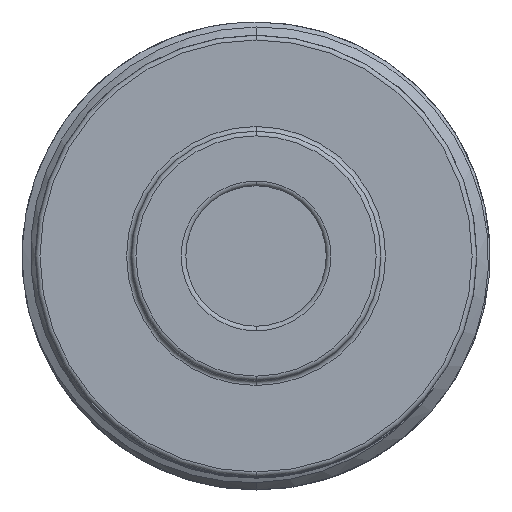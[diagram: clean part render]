
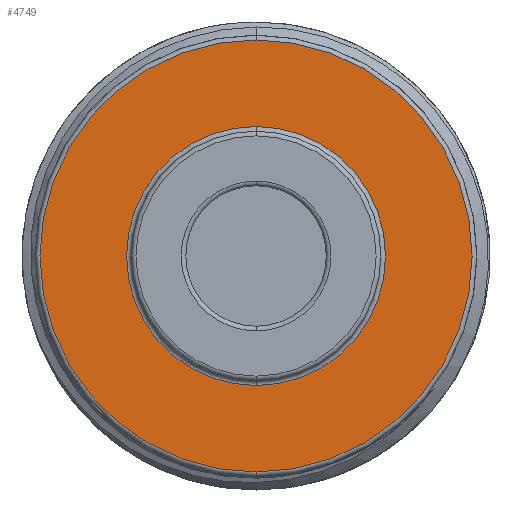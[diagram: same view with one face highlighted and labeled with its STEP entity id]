
A CAD part, front view. The second image highlights one B-rep face of the part: STEP entity #4749.
In plain terms, the highlighted planar face has unit normal (0, -1, 0).
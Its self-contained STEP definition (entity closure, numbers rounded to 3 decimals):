
#39 = CARTESIAN_POINT ( 'NONE',  ( 0., -42.2, -8.3 ) ) ;
#337 = DIRECTION ( 'NONE',  ( 0., 1., 0. ) ) ;
#366 = ORIENTED_EDGE ( 'NONE', *, *, #625, .T. ) ;
#442 = DIRECTION ( 'NONE',  ( 0., 0., -1. ) ) ;
#529 = AXIS2_PLACEMENT_3D ( 'NONE', #8918, #4681, #442 ) ;
#625 = EDGE_CURVE ( 'NONE', #8648, #4208, #1217, .T. ) ;
#668 = DIRECTION ( 'NONE',  ( 0., -1., 0. ) ) ;
#1199 = FACE_BOUND ( 'NONE', #8542, .T. ) ;
#1217 = CIRCLE ( 'NONE', #529, 8.3 ) ;
#1363 = CARTESIAN_POINT ( 'NONE',  ( 0., -42.2, 0. ) ) ;
#2180 = AXIS2_PLACEMENT_3D ( 'NONE', #4564, #337, #5247 ) ;
#2390 = EDGE_CURVE ( 'NONE', #7416, #9062, #8234, .T. ) ;
#2500 = AXIS2_PLACEMENT_3D ( 'NONE', #7314, #3049, #8016 ) ;
#2758 = PLANE ( 'NONE',  #8405 ) ;
#3033 = CARTESIAN_POINT ( 'NONE',  ( 0., -42.2, 0. ) ) ;
#3049 = DIRECTION ( 'NONE',  ( 0., -1., 0. ) ) ;
#3772 = DIRECTION ( 'NONE',  ( 0., 0., -1. ) ) ;
#3991 = AXIS2_PLACEMENT_3D ( 'NONE', #3033, #8007, #3772 ) ;
#4208 = VERTEX_POINT ( 'NONE', #7872 ) ;
#4564 = CARTESIAN_POINT ( 'NONE',  ( 0., -42.2, 0. ) ) ;
#4681 = DIRECTION ( 'NONE',  ( 0., 1., 0. ) ) ;
#4749 = ADVANCED_FACE ( 'NONE', ( #1199, #4762 ), #2758, .T. ) ;
#4762 = FACE_OUTER_BOUND ( 'NONE', #7187, .T. ) ;
#4926 = EDGE_CURVE ( 'NONE', #9062, #7416, #8077, .T. ) ;
#5247 = DIRECTION ( 'NONE',  ( 0., 0., -1. ) ) ;
#5944 = CIRCLE ( 'NONE', #2180, 8.3 ) ;
#7187 = EDGE_LOOP ( 'NONE', ( #8866, #8437 ) ) ;
#7189 = ORIENTED_EDGE ( 'NONE', *, *, #7754, .T. ) ;
#7314 = CARTESIAN_POINT ( 'NONE',  ( 0., -42.2, 0. ) ) ;
#7416 = VERTEX_POINT ( 'NONE', #9015 ) ;
#7741 = DIRECTION ( 'NONE',  ( 0., 0., -1. ) ) ;
#7754 = EDGE_CURVE ( 'NONE', #4208, #8648, #5944, .T. ) ;
#7872 = CARTESIAN_POINT ( 'NONE',  ( 0., -42.2, 8.3 ) ) ;
#8007 = DIRECTION ( 'NONE',  ( 0., -1., 0. ) ) ;
#8016 = DIRECTION ( 'NONE',  ( 0., 0., -1. ) ) ;
#8077 = CIRCLE ( 'NONE', #2500, 13.85 ) ;
#8102 = CARTESIAN_POINT ( 'NONE',  ( 0., -42.2, 13.85 ) ) ;
#8234 = CIRCLE ( 'NONE', #3991, 13.85 ) ;
#8405 = AXIS2_PLACEMENT_3D ( 'NONE', #1363, #668, #7741 ) ;
#8437 = ORIENTED_EDGE ( 'NONE', *, *, #4926, .T. ) ;
#8542 = EDGE_LOOP ( 'NONE', ( #366, #7189 ) ) ;
#8648 = VERTEX_POINT ( 'NONE', #39 ) ;
#8866 = ORIENTED_EDGE ( 'NONE', *, *, #2390, .T. ) ;
#8918 = CARTESIAN_POINT ( 'NONE',  ( 0., -42.2, 0. ) ) ;
#9015 = CARTESIAN_POINT ( 'NONE',  ( 0., -42.2, -13.85 ) ) ;
#9062 = VERTEX_POINT ( 'NONE', #8102 ) ;
